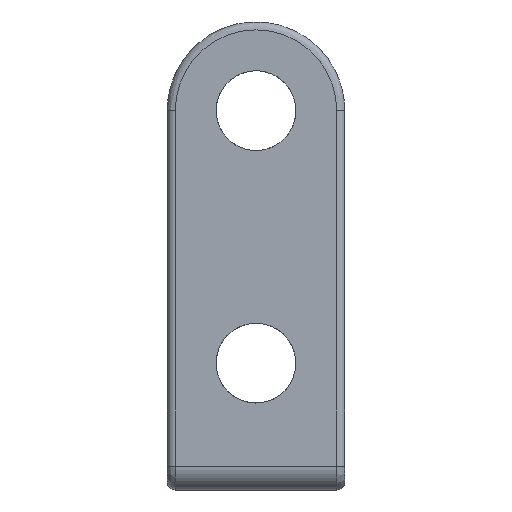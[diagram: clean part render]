
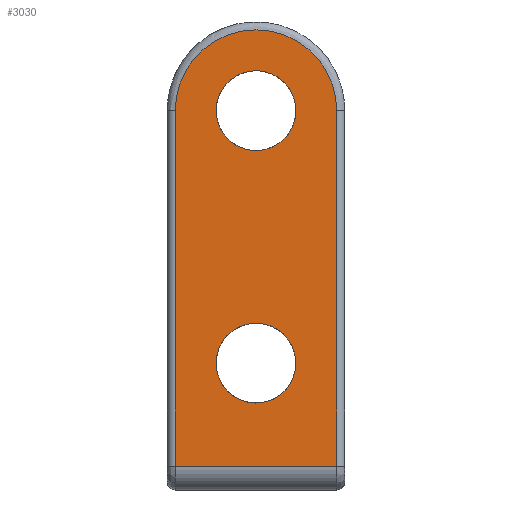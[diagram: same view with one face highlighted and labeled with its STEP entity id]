
A CAD part, front view. The second image highlights one B-rep face of the part: STEP entity #3030.
In plain terms, the highlighted planar face has unit normal (0, -1, 0).
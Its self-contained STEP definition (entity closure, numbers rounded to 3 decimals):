
#1378=CARTESIAN_POINT('',(5.,-31.725,18.177));
#1379=VERTEX_POINT('',#1378);
#1380=CARTESIAN_POINT('',(-5.,-31.725,18.177));
#1381=VERTEX_POINT('',#1380);
#1382=CARTESIAN_POINT('',(5.,-31.725,18.177));
#1383=CARTESIAN_POINT('',(5.,-31.725,19.452));
#1384=CARTESIAN_POINT('',(3.918,-31.725,22.109));
#1385=CARTESIAN_POINT('',(0.,-31.725,23.714));
#1386=CARTESIAN_POINT('',(-3.918,-31.725,22.096));
#1387=CARTESIAN_POINT('',(-5.541,-31.725,18.177));
#1388=CARTESIAN_POINT('',(-3.918,-31.725,14.258));
#1389=CARTESIAN_POINT('',(0.,-31.725,12.64));
#1390=CARTESIAN_POINT('',(3.918,-31.725,14.245));
#1391=CARTESIAN_POINT('',(5.,-31.725,16.901));
#1392=CARTESIAN_POINT('',(5.,-31.725,18.177));
#1393=B_SPLINE_CURVE_WITH_KNOTS('',3,(#1382,#1383,#1384,#1385,#1386,#1387,#1388,#1389,#1390,#1391,#1392),.UNSPECIFIED.,.T.,.U.,(4,1,1,1,1,1,1,1,4),(0.0,0.125,0.25,0.375,0.5,0.625,0.75,0.875,1.0),.UNSPECIFIED.);
#1394=EDGE_CURVE('',#1379,#1381,#1393,.T.);
#1396=CARTESIAN_POINT('',(5.,-31.725,18.177));
#1397=CARTESIAN_POINT('',(5.,-31.725,19.452));
#1398=CARTESIAN_POINT('',(3.918,-31.725,22.109));
#1399=CARTESIAN_POINT('',(0.,-31.725,23.714));
#1400=CARTESIAN_POINT('',(-3.918,-31.725,22.096));
#1401=CARTESIAN_POINT('',(-5.541,-31.725,18.177));
#1402=CARTESIAN_POINT('',(-3.918,-31.725,14.258));
#1403=CARTESIAN_POINT('',(0.,-31.725,12.64));
#1404=CARTESIAN_POINT('',(3.918,-31.725,14.245));
#1405=CARTESIAN_POINT('',(5.,-31.725,16.901));
#1406=CARTESIAN_POINT('',(5.,-31.725,18.177));
#1407=B_SPLINE_CURVE_WITH_KNOTS('',3,(#1396,#1397,#1398,#1399,#1400,#1401,#1402,#1403,#1404,#1405,#1406),.UNSPECIFIED.,.T.,.U.,(4,1,1,1,1,1,1,1,4),(0.0,0.125,0.25,0.375,0.5,0.625,0.75,0.875,1.0),.UNSPECIFIED.);
#1408=EDGE_CURVE('',#1381,#1379,#1407,.T.);
#1467=CARTESIAN_POINT('',(5.,-31.725,-13.473));
#1468=VERTEX_POINT('',#1467);
#1469=CARTESIAN_POINT('',(-5.,-31.725,-13.473));
#1470=VERTEX_POINT('',#1469);
#1471=CARTESIAN_POINT('',(5.,-31.725,-13.473));
#1472=CARTESIAN_POINT('',(5.,-31.725,-12.198));
#1473=CARTESIAN_POINT('',(3.918,-31.725,-9.541));
#1474=CARTESIAN_POINT('',(0.,-31.725,-7.936));
#1475=CARTESIAN_POINT('',(-3.918,-31.725,-9.554));
#1476=CARTESIAN_POINT('',(-5.541,-31.725,-13.473));
#1477=CARTESIAN_POINT('',(-3.918,-31.725,-17.392));
#1478=CARTESIAN_POINT('',(0.,-31.725,-19.01));
#1479=CARTESIAN_POINT('',(3.918,-31.725,-17.405));
#1480=CARTESIAN_POINT('',(5.,-31.725,-14.749));
#1481=CARTESIAN_POINT('',(5.,-31.725,-13.473));
#1482=B_SPLINE_CURVE_WITH_KNOTS('',3,(#1471,#1472,#1473,#1474,#1475,#1476,#1477,#1478,#1479,#1480,#1481),.UNSPECIFIED.,.T.,.U.,(4,1,1,1,1,1,1,1,4),(0.0,0.125,0.25,0.375,0.5,0.625,0.75,0.875,1.0),.UNSPECIFIED.);
#1483=EDGE_CURVE('',#1468,#1470,#1482,.T.);
#1485=CARTESIAN_POINT('',(5.,-31.725,-13.473));
#1486=CARTESIAN_POINT('',(5.,-31.725,-12.198));
#1487=CARTESIAN_POINT('',(3.918,-31.725,-9.541));
#1488=CARTESIAN_POINT('',(0.,-31.725,-7.936));
#1489=CARTESIAN_POINT('',(-3.918,-31.725,-9.554));
#1490=CARTESIAN_POINT('',(-5.541,-31.725,-13.473));
#1491=CARTESIAN_POINT('',(-3.918,-31.725,-17.392));
#1492=CARTESIAN_POINT('',(0.,-31.725,-19.01));
#1493=CARTESIAN_POINT('',(3.918,-31.725,-17.405));
#1494=CARTESIAN_POINT('',(5.,-31.725,-14.749));
#1495=CARTESIAN_POINT('',(5.,-31.725,-13.473));
#1496=B_SPLINE_CURVE_WITH_KNOTS('',3,(#1485,#1486,#1487,#1488,#1489,#1490,#1491,#1492,#1493,#1494,#1495),.UNSPECIFIED.,.T.,.U.,(4,1,1,1,1,1,1,1,4),(0.0,0.125,0.25,0.375,0.5,0.625,0.75,0.875,1.0),.UNSPECIFIED.);
#1497=EDGE_CURVE('',#1470,#1468,#1496,.T.);
#2982=CARTESIAN_POINT('',(0.,-31.725,0.978));
#2983=DIRECTION('',(0.0,1.0,0.0));
#2984=DIRECTION('',(0.0,0.0,1.0));
#2985=AXIS2_PLACEMENT_3D('',#2982,#2983,#2984);
#2986=PLANE('',#2985);
#2987=CARTESIAN_POINT('',(-10.125,-31.725,18.177));
#2988=VERTEX_POINT('',#2987);
#2989=CARTESIAN_POINT('',(10.125,-31.725,18.177));
#2990=VERTEX_POINT('',#2989);
#2991=CARTESIAN_POINT('',(0.,-31.725,18.177));
#2992=DIRECTION('',(0.,1.,0.));
#2993=DIRECTION('',(-1.,0.,0.));
#2994=AXIS2_PLACEMENT_3D('',#2991,#2992,#2993);
#2995=CIRCLE('',#2994,10.125);
#2996=EDGE_CURVE('',#2988,#2990,#2995,.T.);
#2997=ORIENTED_EDGE('',*,*,#2996,.F.);
#2998=CARTESIAN_POINT('',(-10.125,-31.725,-26.373));
#2999=VERTEX_POINT('',#2998);
#3000=CARTESIAN_POINT('',(-10.125,-31.725,-26.373));
#3001=DIRECTION('',(0.0,0.0,1.0));
#3002=VECTOR('',#3001,44.55);
#3003=LINE('',#3000,#3002);
#3004=EDGE_CURVE('',#2999,#2988,#3003,.T.);
#3005=ORIENTED_EDGE('',*,*,#3004,.F.);
#3006=CARTESIAN_POINT('',(10.125,-31.725,-26.373));
#3007=VERTEX_POINT('',#3006);
#3008=CARTESIAN_POINT('',(10.125,-31.725,-26.373));
#3009=DIRECTION('',(-1.0,0.0,0.0));
#3010=VECTOR('',#3009,20.25);
#3011=LINE('',#3008,#3010);
#3012=EDGE_CURVE('',#3007,#2999,#3011,.T.);
#3013=ORIENTED_EDGE('',*,*,#3012,.F.);
#3014=CARTESIAN_POINT('',(10.125,-31.725,18.177));
#3015=DIRECTION('',(0.0,0.0,-1.0));
#3016=VECTOR('',#3015,44.55);
#3017=LINE('',#3014,#3016);
#3018=EDGE_CURVE('',#2990,#3007,#3017,.T.);
#3019=ORIENTED_EDGE('',*,*,#3018,.F.);
#3020=EDGE_LOOP('',(#2997,#3005,#3013,#3019));
#3021=FACE_OUTER_BOUND('',#3020,.T.);
#3022=ORIENTED_EDGE('',*,*,#1394,.F.);
#3023=ORIENTED_EDGE('',*,*,#1408,.F.);
#3024=EDGE_LOOP('',(#3022,#3023));
#3025=FACE_BOUND('',#3024,.T.);
#3026=ORIENTED_EDGE('',*,*,#1483,.F.);
#3027=ORIENTED_EDGE('',*,*,#1497,.F.);
#3028=EDGE_LOOP('',(#3026,#3027));
#3029=FACE_BOUND('',#3028,.T.);
#3030=ADVANCED_FACE('',(#3021,#3025,#3029),#2986,.F.);
